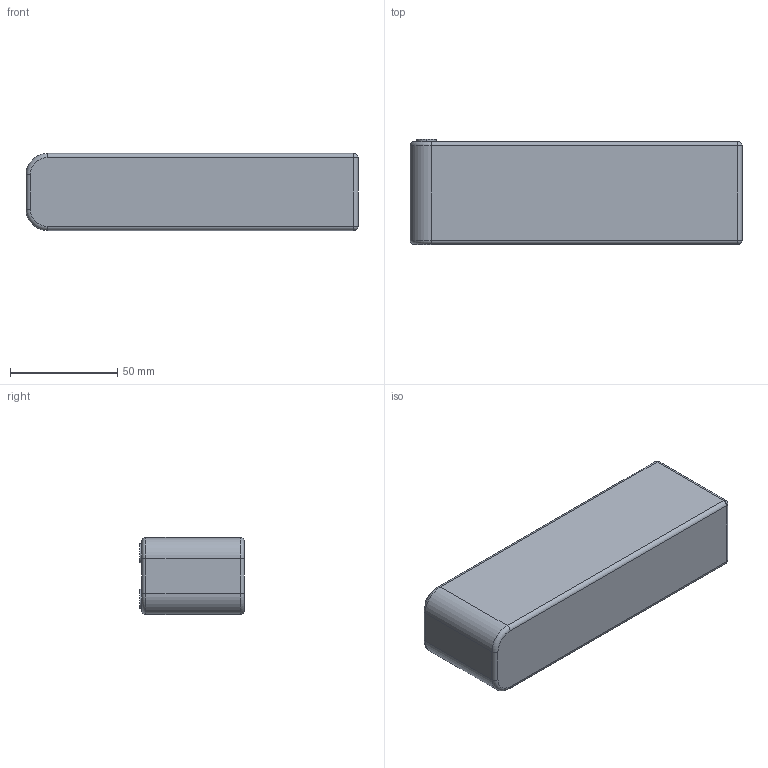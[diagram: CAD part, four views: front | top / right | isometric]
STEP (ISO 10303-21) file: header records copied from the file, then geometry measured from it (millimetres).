
FILE_DESCRIPTION (( 'STEP AP214' ), '1' );
FILE_NAME ('LiPo Battery 6000 mAh 14.8 V 4S 55C.STEP', '2022-01-14T11:35:45', ( '' ), ( '' ), 'SwSTEP 2.0', 'SolidWorks 2021', '' );
FILE_SCHEMA (( 'AUTOMOTIVE_DESIGN' ));
Length unit declared in the file: millimetre
Products named in the file (1): LiPo Battery 6000 mAh 14.8 V 4S 55C
Bounding box: 155 x 49 x 36 mm (x, y, z)
Volume: 265195.5 mm3; surface area: 28328.4 mm2
Topology: 1 solids, 1 shells, 34 faces, 76 edges, 40 vertices
Faces by surface type: cylinder 16, plane 10, torus 4, sphere 4
Entity records: 1283 total; most frequent: DIRECTION 186, CARTESIAN_POINT 147, ORIENTED_EDGE 144, AXIS2_PLACEMENT_3D 79, EDGE_CURVE 72, CIRCLE 44, VERTEX_POINT 40, UNCERTAINTY_MEASURE_WITH_UNIT 34
